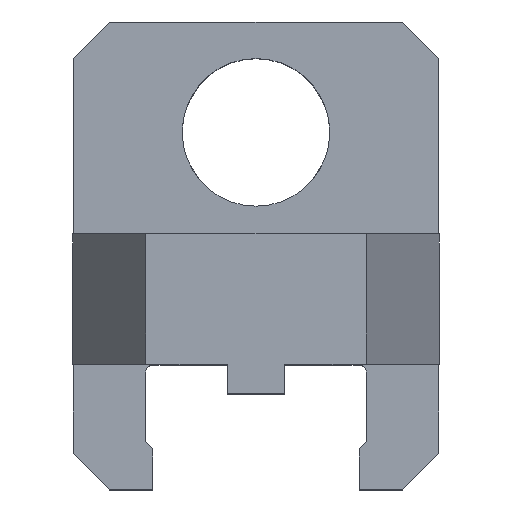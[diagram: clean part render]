
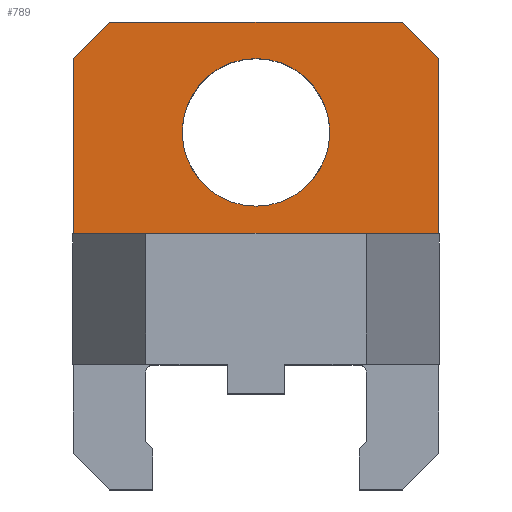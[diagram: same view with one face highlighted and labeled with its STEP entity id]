
A CAD part, top view. The second image highlights one B-rep face of the part: STEP entity #789.
In plain terms, the highlighted planar face has unit normal (0, 0, 1).
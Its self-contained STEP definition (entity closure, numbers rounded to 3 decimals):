
#17=FACE_BOUND('',#130,.T.);
#48=PLANE('',#852);
#86=FACE_OUTER_BOUND('',#129,.T.);
#129=EDGE_LOOP('',(#649,#650,#651,#652,#653,#654));
#130=EDGE_LOOP('',(#655));
#186=LINE('',#1204,#281);
#189=LINE('',#1210,#284);
#204=LINE('',#1238,#299);
#214=LINE('',#1261,#309);
#215=LINE('',#1263,#310);
#216=LINE('',#1264,#311);
#281=VECTOR('',#957,10.);
#284=VECTOR('',#962,10.);
#299=VECTOR('',#987,10.);
#309=VECTOR('',#1005,10.);
#310=VECTOR('',#1006,10.);
#311=VECTOR('',#1007,10.);
#347=CIRCLE('',#853,10.1);
#358=VERTEX_POINT('',#1102);
#384=VERTEX_POINT('',#1203);
#386=VERTEX_POINT('',#1209);
#394=VERTEX_POINT('',#1236);
#403=VERTEX_POINT('',#1260);
#404=VERTEX_POINT('',#1262);
#405=VERTEX_POINT('',#1265);
#468=EDGE_CURVE('',#358,#384,#186,.T.);
#471=EDGE_CURVE('',#386,#384,#189,.T.);
#486=EDGE_CURVE('',#358,#394,#204,.T.);
#497=EDGE_CURVE('',#394,#403,#214,.T.);
#498=EDGE_CURVE('',#404,#403,#215,.T.);
#499=EDGE_CURVE('',#404,#386,#216,.T.);
#500=EDGE_CURVE('',#405,#405,#347,.T.);
#649=ORIENTED_EDGE('',*,*,#486,.T.);
#650=ORIENTED_EDGE('',*,*,#497,.T.);
#651=ORIENTED_EDGE('',*,*,#498,.F.);
#652=ORIENTED_EDGE('',*,*,#499,.T.);
#653=ORIENTED_EDGE('',*,*,#471,.T.);
#654=ORIENTED_EDGE('',*,*,#468,.F.);
#655=ORIENTED_EDGE('',*,*,#500,.F.);
#789=ADVANCED_FACE('',(#86,#17),#48,.T.);
#852=AXIS2_PLACEMENT_3D('',#1259,#1003,#1004);
#853=AXIS2_PLACEMENT_3D('',#1266,#1008,#1009);
#957=DIRECTION('',(0.,1.,0.));
#962=DIRECTION('',(-0.707,-0.707,0.));
#987=DIRECTION('',(1.,0.,0.));
#1003=DIRECTION('center_axis',(0.,0.,1.));
#1004=DIRECTION('ref_axis',(1.,0.,0.));
#1005=DIRECTION('',(0.,1.,0.));
#1006=DIRECTION('',(0.707,-0.707,0.));
#1007=DIRECTION('',(-1.,0.,0.));
#1008=DIRECTION('center_axis',(0.,0.,1.));
#1009=DIRECTION('ref_axis',(-1.,0.,0.));
#1102=CARTESIAN_POINT('',(-25.,-13.9,20.));
#1203=CARTESIAN_POINT('',(-25.,10.1,20.));
#1204=CARTESIAN_POINT('',(-25.,15.1,20.));
#1209=CARTESIAN_POINT('',(-20.,15.1,20.));
#1210=CARTESIAN_POINT('',(-27.375,7.725,20.));
#1236=CARTESIAN_POINT('',(25.,-13.9,20.));
#1238=CARTESIAN_POINT('',(10.1,-13.9,20.));
#1259=CARTESIAN_POINT('Origin',(12.5,-16.9,20.));
#1260=CARTESIAN_POINT('',(25.,10.1,20.));
#1261=CARTESIAN_POINT('',(25.,15.1,20.));
#1262=CARTESIAN_POINT('',(20.,15.1,20.));
#1263=CARTESIAN_POINT('',(27.375,7.725,20.));
#1264=CARTESIAN_POINT('',(-25.,15.1,20.));
#1265=CARTESIAN_POINT('',(-10.1,0.,20.));
#1266=CARTESIAN_POINT('Origin',(0.,0.,20.));
